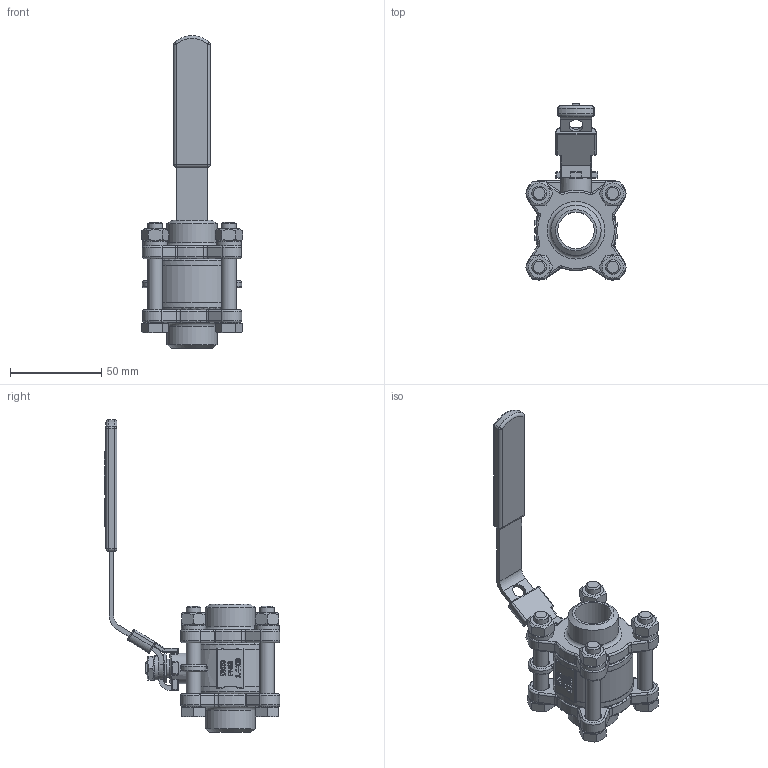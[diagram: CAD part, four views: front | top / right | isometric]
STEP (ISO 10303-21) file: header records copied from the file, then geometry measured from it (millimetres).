
FILE_DESCRIPTION(/* description */ ('791020'),/* implementation_level */ '2;1');
FILE_NAME(/* name */ '791020.stp',/* time_stamp */ '2015-02-18T15:26:33+01:00',/* author */ ('jmorand'),/* organization */ ('Sferaco'),/* preprocessor_version */ 'ST-DEVELOPER v15.6',/* originating_system */ 'Autodesk Inventor 2015',/* authorisation */ '');
FILE_SCHEMA (('AUTOMOTIVE_DESIGN { 1 0 10303 214 3 1 1 }'));
Products named in the file (1): 791020_bd
Bounding box: 55.32 x 96.15 x 170.95 mm (x, y, z)
Volume: 101261 mm3; surface area: 39517.7 mm2
Topology: 1 solids, 3 shells, 1510 faces, 3895 edges, 2463 vertices
Faces by surface type: plane 661, bspline 423, cylinder 246, torus 106, cone 44, sphere 30
Full cylindrical faces by diameter (mm): 7.6 x1, 8 x8, 9 x10, 10 x1, 13 x4, 17 x1, 20 x1, 27.5 x2, 44 x2
Entity records: 50673 total; most frequent: CARTESIAN_POINT 15597, ORIENTED_EDGE 7622, DIRECTION 5732, EDGE_CURVE 3811, VERTEX_POINT 2433, LINE 1980, VECTOR 1980, AXIS2_PLACEMENT_3D 1876
